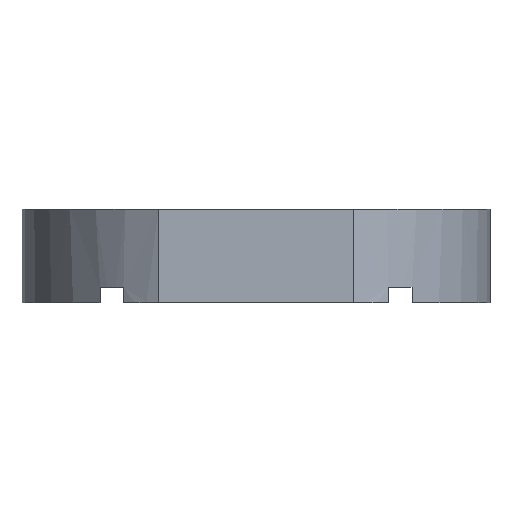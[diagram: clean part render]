
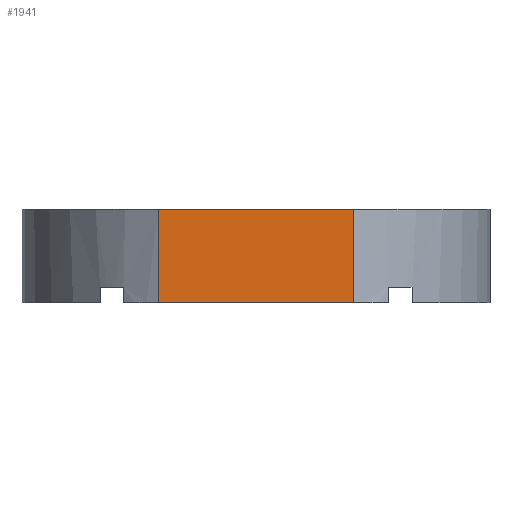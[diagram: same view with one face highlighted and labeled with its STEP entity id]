
A CAD part, front view. The second image highlights one B-rep face of the part: STEP entity #1941.
In plain terms, the highlighted planar face has unit normal (0, -1, 0).
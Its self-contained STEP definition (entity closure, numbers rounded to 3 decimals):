
#32 = PLANE('',#33);
#33 = AXIS2_PLACEMENT_3D('',#34,#35,#36);
#34 = CARTESIAN_POINT('',(-12.5,-27.272,187.5));
#35 = DIRECTION('',(0.,0.,-1.));
#36 = DIRECTION('',(-1.,0.,-0.));
#210 = VERTEX_POINT('',#211);
#211 = CARTESIAN_POINT('',(-12.5,-40.,187.5));
#225 = PLANE('',#226);
#226 = AXIS2_PLACEMENT_3D('',#227,#228,#229);
#227 = CARTESIAN_POINT('',(-12.5,-27.272,187.5));
#228 = DIRECTION('',(-1.,0.,0.));
#229 = DIRECTION('',(0.,-1.,0.));
#380 = VERTEX_POINT('',#381);
#381 = CARTESIAN_POINT('',(12.5,-40.,187.5));
#395 = PLANE('',#396);
#396 = AXIS2_PLACEMENT_3D('',#397,#398,#399);
#397 = CARTESIAN_POINT('',(12.5,-40.,187.5));
#398 = DIRECTION('',(1.,0.,0.));
#399 = DIRECTION('',(0.,1.,0.));
#407 = EDGE_CURVE('',#210,#380,#408,.T.);
#408 = SURFACE_CURVE('',#409,(#413,#420),.PCURVE_S1.);
#409 = LINE('',#410,#411);
#410 = CARTESIAN_POINT('',(-12.5,-40.,187.5));
#411 = VECTOR('',#412,1.);
#412 = DIRECTION('',(1.,0.,0.));
#413 = PCURVE('',#32,#414);
#414 = DEFINITIONAL_REPRESENTATION('',(#415),#419);
#415 = LINE('',#416,#417);
#416 = CARTESIAN_POINT('',(0.,-12.728));
#417 = VECTOR('',#418,1.);
#418 = DIRECTION('',(-1.,0.));
#419 = ( GEOMETRIC_REPRESENTATION_CONTEXT(2) 
PARAMETRIC_REPRESENTATION_CONTEXT() REPRESENTATION_CONTEXT('2D SPACE',''
  ) );
#420 = PCURVE('',#421,#426);
#421 = PLANE('',#422);
#422 = AXIS2_PLACEMENT_3D('',#423,#424,#425);
#423 = CARTESIAN_POINT('',(-12.5,-40.,187.5));
#424 = DIRECTION('',(0.,-1.,0.));
#425 = DIRECTION('',(1.,0.,0.));
#426 = DEFINITIONAL_REPRESENTATION('',(#427),#431);
#427 = LINE('',#428,#429);
#428 = CARTESIAN_POINT('',(0.,0.));
#429 = VECTOR('',#430,1.);
#430 = DIRECTION('',(1.,0.));
#431 = ( GEOMETRIC_REPRESENTATION_CONTEXT(2) 
PARAMETRIC_REPRESENTATION_CONTEXT() REPRESENTATION_CONTEXT('2D SPACE',''
  ) );
#981 = PLANE('',#982);
#982 = AXIS2_PLACEMENT_3D('',#983,#984,#985);
#983 = CARTESIAN_POINT('',(-12.5,-27.272,175.5));
#984 = DIRECTION('',(0.,0.,-1.));
#985 = DIRECTION('',(-1.,0.,-0.));
#1625 = VERTEX_POINT('',#1626);
#1626 = CARTESIAN_POINT('',(-12.5,-40.,175.5));
#1647 = EDGE_CURVE('',#210,#1625,#1648,.T.);
#1648 = SURFACE_CURVE('',#1649,(#1653,#1660),.PCURVE_S1.);
#1649 = LINE('',#1650,#1651);
#1650 = CARTESIAN_POINT('',(-12.5,-40.,187.5));
#1651 = VECTOR('',#1652,1.);
#1652 = DIRECTION('',(0.,0.,-1.));
#1653 = PCURVE('',#225,#1654);
#1654 = DEFINITIONAL_REPRESENTATION('',(#1655),#1659);
#1655 = LINE('',#1656,#1657);
#1656 = CARTESIAN_POINT('',(12.728,0.));
#1657 = VECTOR('',#1658,1.);
#1658 = DIRECTION('',(0.,-1.));
#1659 = ( GEOMETRIC_REPRESENTATION_CONTEXT(2) 
PARAMETRIC_REPRESENTATION_CONTEXT() REPRESENTATION_CONTEXT('2D SPACE',''
  ) );
#1660 = PCURVE('',#421,#1661);
#1661 = DEFINITIONAL_REPRESENTATION('',(#1662),#1666);
#1662 = LINE('',#1663,#1664);
#1663 = CARTESIAN_POINT('',(0.,0.));
#1664 = VECTOR('',#1665,1.);
#1665 = DIRECTION('',(0.,-1.));
#1666 = ( GEOMETRIC_REPRESENTATION_CONTEXT(2) 
PARAMETRIC_REPRESENTATION_CONTEXT() REPRESENTATION_CONTEXT('2D SPACE',''
  ) );
#1941 = ADVANCED_FACE('',(#1942),#421,.T.);
#1942 = FACE_BOUND('',#1943,.T.);
#1943 = EDGE_LOOP('',(#1944,#1945,#1968,#1989));
#1944 = ORIENTED_EDGE('',*,*,#1647,.T.);
#1945 = ORIENTED_EDGE('',*,*,#1946,.T.);
#1946 = EDGE_CURVE('',#1625,#1947,#1949,.T.);
#1947 = VERTEX_POINT('',#1948);
#1948 = CARTESIAN_POINT('',(12.5,-40.,175.5));
#1949 = SURFACE_CURVE('',#1950,(#1954,#1961),.PCURVE_S1.);
#1950 = LINE('',#1951,#1952);
#1951 = CARTESIAN_POINT('',(-12.5,-40.,175.5));
#1952 = VECTOR('',#1953,1.);
#1953 = DIRECTION('',(1.,0.,0.));
#1954 = PCURVE('',#421,#1955);
#1955 = DEFINITIONAL_REPRESENTATION('',(#1956),#1960);
#1956 = LINE('',#1957,#1958);
#1957 = CARTESIAN_POINT('',(0.,-12.));
#1958 = VECTOR('',#1959,1.);
#1959 = DIRECTION('',(1.,0.));
#1960 = ( GEOMETRIC_REPRESENTATION_CONTEXT(2) 
PARAMETRIC_REPRESENTATION_CONTEXT() REPRESENTATION_CONTEXT('2D SPACE',''
  ) );
#1961 = PCURVE('',#981,#1962);
#1962 = DEFINITIONAL_REPRESENTATION('',(#1963),#1967);
#1963 = LINE('',#1964,#1965);
#1964 = CARTESIAN_POINT('',(0.,-12.728));
#1965 = VECTOR('',#1966,1.);
#1966 = DIRECTION('',(-1.,0.));
#1967 = ( GEOMETRIC_REPRESENTATION_CONTEXT(2) 
PARAMETRIC_REPRESENTATION_CONTEXT() REPRESENTATION_CONTEXT('2D SPACE',''
  ) );
#1968 = ORIENTED_EDGE('',*,*,#1969,.F.);
#1969 = EDGE_CURVE('',#380,#1947,#1970,.T.);
#1970 = SURFACE_CURVE('',#1971,(#1975,#1982),.PCURVE_S1.);
#1971 = LINE('',#1972,#1973);
#1972 = CARTESIAN_POINT('',(12.5,-40.,187.5));
#1973 = VECTOR('',#1974,1.);
#1974 = DIRECTION('',(0.,0.,-1.));
#1975 = PCURVE('',#421,#1976);
#1976 = DEFINITIONAL_REPRESENTATION('',(#1977),#1981);
#1977 = LINE('',#1978,#1979);
#1978 = CARTESIAN_POINT('',(25.,0.));
#1979 = VECTOR('',#1980,1.);
#1980 = DIRECTION('',(0.,-1.));
#1981 = ( GEOMETRIC_REPRESENTATION_CONTEXT(2) 
PARAMETRIC_REPRESENTATION_CONTEXT() REPRESENTATION_CONTEXT('2D SPACE',''
  ) );
#1982 = PCURVE('',#395,#1983);
#1983 = DEFINITIONAL_REPRESENTATION('',(#1984),#1988);
#1984 = LINE('',#1985,#1986);
#1985 = CARTESIAN_POINT('',(0.,0.));
#1986 = VECTOR('',#1987,1.);
#1987 = DIRECTION('',(0.,-1.));
#1988 = ( GEOMETRIC_REPRESENTATION_CONTEXT(2) 
PARAMETRIC_REPRESENTATION_CONTEXT() REPRESENTATION_CONTEXT('2D SPACE',''
  ) );
#1989 = ORIENTED_EDGE('',*,*,#407,.F.);
